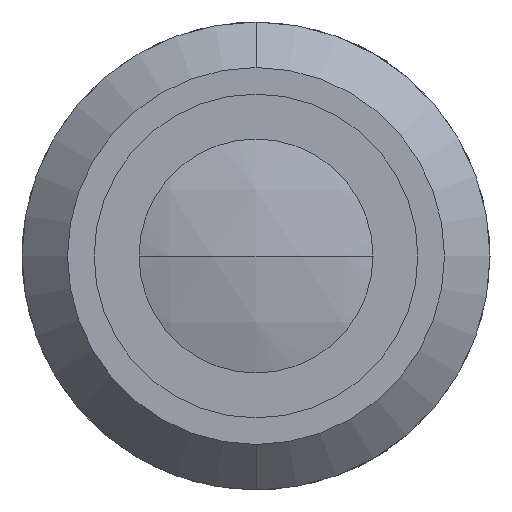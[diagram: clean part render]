
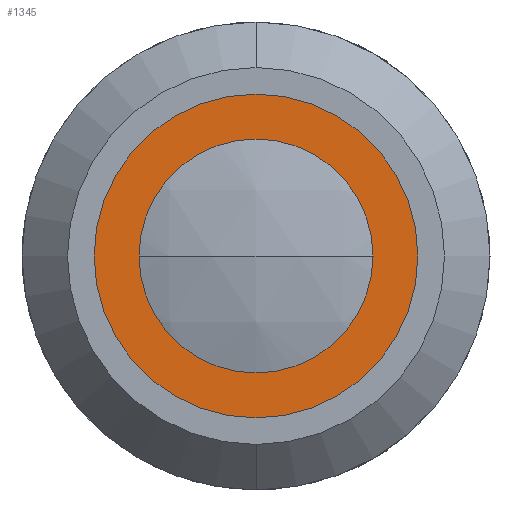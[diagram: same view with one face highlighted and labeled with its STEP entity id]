
A CAD part, left-side view. The second image highlights one B-rep face of the part: STEP entity #1345.
In plain terms, the highlighted planar face has unit normal (-1, 0, 0).
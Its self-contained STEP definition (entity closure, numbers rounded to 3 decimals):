
#71 = DIRECTION ( 'NONE',  ( -1., 0., 0. ) ) ;
#121 = FACE_OUTER_BOUND ( 'NONE', #812, .T. ) ;
#164 = CARTESIAN_POINT ( 'NONE',  ( 3.5, 13.2, 0. ) ) ;
#184 = CIRCLE ( 'NONE', #787, 13.2 ) ;
#307 = CIRCLE ( 'NONE', #3281, 13.2 ) ;
#412 = VERTEX_POINT ( 'NONE', #4154 ) ;
#593 = EDGE_CURVE ( 'NONE', #1467, #1813, #2882, .T. ) ;
#761 = ORIENTED_EDGE ( 'NONE', *, *, #593, .F. ) ;
#784 = CARTESIAN_POINT ( 'NONE',  ( 3.5, 0., 9. ) ) ;
#787 = AXIS2_PLACEMENT_3D ( 'NONE', #2077, #2786, #3111 ) ;
#812 = EDGE_LOOP ( 'NONE', ( #3762, #3679 ) ) ;
#943 = CIRCLE ( 'NONE', #2112, 9. ) ;
#1117 = DIRECTION ( 'NONE',  ( 0., 0., 1. ) ) ;
#1151 = DIRECTION ( 'NONE',  ( 1., 0., 0. ) ) ;
#1345 = ADVANCED_FACE ( 'NONE', ( #2451, #121 ), #3116, .F. ) ;
#1379 = CARTESIAN_POINT ( 'NONE',  ( 3.5, 0., 0. ) ) ;
#1467 = VERTEX_POINT ( 'NONE', #2177 ) ;
#1813 = VERTEX_POINT ( 'NONE', #784 ) ;
#1948 = ORIENTED_EDGE ( 'NONE', *, *, #3259, .F. ) ;
#1998 = DIRECTION ( 'NONE',  ( 0., 0., 1. ) ) ;
#2077 = CARTESIAN_POINT ( 'NONE',  ( 3.5, 0., 0. ) ) ;
#2112 = AXIS2_PLACEMENT_3D ( 'NONE', #1379, #4096, #3669 ) ;
#2177 = CARTESIAN_POINT ( 'NONE',  ( 3.5, 0., -9. ) ) ;
#2451 = FACE_BOUND ( 'NONE', #3042, .T. ) ;
#2529 = CARTESIAN_POINT ( 'NONE',  ( 3.5, 0., 0. ) ) ;
#2541 = AXIS2_PLACEMENT_3D ( 'NONE', #2529, #3832, #1117 ) ;
#2752 = DIRECTION ( 'NONE',  ( 0., 0., -1. ) ) ;
#2786 = DIRECTION ( 'NONE',  ( -1., 0., 0. ) ) ;
#2882 = CIRCLE ( 'NONE', #2541, 9. ) ;
#2926 = EDGE_CURVE ( 'NONE', #412, #3215, #184, .T. ) ;
#2969 = CARTESIAN_POINT ( 'NONE',  ( 3.5, 0., 0. ) ) ;
#3042 = EDGE_LOOP ( 'NONE', ( #1948, #761 ) ) ;
#3111 = DIRECTION ( 'NONE',  ( 0., 0., 1. ) ) ;
#3116 = PLANE ( 'NONE',  #4125 ) ;
#3215 = VERTEX_POINT ( 'NONE', #3727 ) ;
#3259 = EDGE_CURVE ( 'NONE', #1813, #1467, #943, .T. ) ;
#3281 = AXIS2_PLACEMENT_3D ( 'NONE', #2969, #71, #1998 ) ;
#3669 = DIRECTION ( 'NONE',  ( 0., 0., 1. ) ) ;
#3679 = ORIENTED_EDGE ( 'NONE', *, *, #4265, .T. ) ;
#3727 = CARTESIAN_POINT ( 'NONE',  ( 3.5, 0., -13.2 ) ) ;
#3762 = ORIENTED_EDGE ( 'NONE', *, *, #2926, .T. ) ;
#3832 = DIRECTION ( 'NONE',  ( -1., 0., 0. ) ) ;
#4096 = DIRECTION ( 'NONE',  ( -1., 0., 0. ) ) ;
#4125 = AXIS2_PLACEMENT_3D ( 'NONE', #164, #1151, #2752 ) ;
#4154 = CARTESIAN_POINT ( 'NONE',  ( 3.5, 0., 13.2 ) ) ;
#4265 = EDGE_CURVE ( 'NONE', #3215, #412, #307, .T. ) ;
